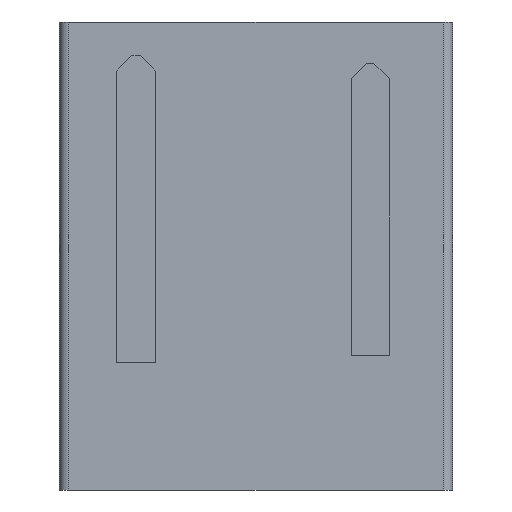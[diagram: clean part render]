
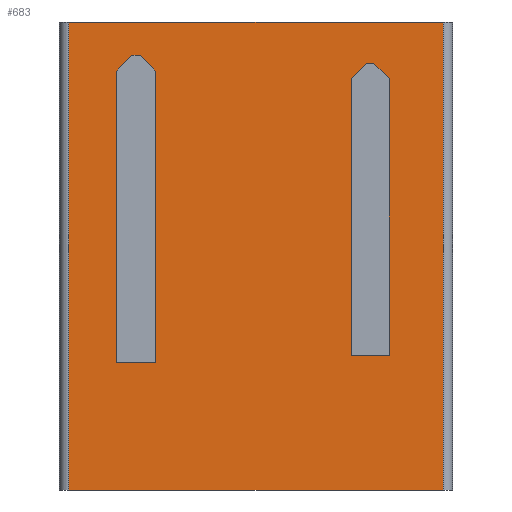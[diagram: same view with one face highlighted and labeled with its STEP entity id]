
A CAD part, front view. The second image highlights one B-rep face of the part: STEP entity #683.
In plain terms, the highlighted planar face has unit normal (0, -1, 0).
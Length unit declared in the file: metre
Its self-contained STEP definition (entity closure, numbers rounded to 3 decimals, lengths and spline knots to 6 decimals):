
#24=ORIENTED_EDGE('',*,*,#220,.T.);
#25=ORIENTED_EDGE('',*,*,#221,.T.);
#26=ORIENTED_EDGE('',*,*,#222,.F.);
#27=ORIENTED_EDGE('',*,*,#223,.T.);
#28=ORIENTED_EDGE('',*,*,#224,.F.);
#29=ORIENTED_EDGE('',*,*,#225,.T.);
#30=ORIENTED_EDGE('',*,*,#226,.T.);
#31=ORIENTED_EDGE('',*,*,#227,.T.);
#32=ORIENTED_EDGE('',*,*,#228,.F.);
#33=ORIENTED_EDGE('',*,*,#229,.T.);
#34=ORIENTED_EDGE('',*,*,#230,.F.);
#35=ORIENTED_EDGE('',*,*,#231,.T.);
#36=ORIENTED_EDGE('',*,*,#232,.T.);
#37=ORIENTED_EDGE('',*,*,#233,.T.);
#38=ORIENTED_EDGE('',*,*,#234,.F.);
#39=ORIENTED_EDGE('',*,*,#235,.T.);
#220=EDGE_CURVE('',#318,#319,#382,.T.);
#221=EDGE_CURVE('',#319,#320,#383,.T.);
#222=EDGE_CURVE('',#321,#320,#384,.T.);
#223=EDGE_CURVE('',#321,#318,#385,.F.);
#224=EDGE_CURVE('',#322,#323,#386,.T.);
#225=EDGE_CURVE('',#322,#324,#387,.T.);
#226=EDGE_CURVE('',#324,#325,#388,.T.);
#227=EDGE_CURVE('',#325,#326,#389,.T.);
#228=EDGE_CURVE('',#327,#326,#390,.T.);
#229=EDGE_CURVE('',#327,#323,#391,.F.);
#230=EDGE_CURVE('',#328,#329,#392,.T.);
#231=EDGE_CURVE('',#328,#330,#393,.T.);
#232=EDGE_CURVE('',#330,#331,#394,.T.);
#233=EDGE_CURVE('',#331,#332,#395,.T.);
#234=EDGE_CURVE('',#333,#332,#396,.T.);
#235=EDGE_CURVE('',#333,#329,#397,.F.);
#318=VERTEX_POINT('',#963);
#319=VERTEX_POINT('',#964);
#320=VERTEX_POINT('',#966);
#321=VERTEX_POINT('',#968);
#322=VERTEX_POINT('',#971);
#323=VERTEX_POINT('',#972);
#324=VERTEX_POINT('',#974);
#325=VERTEX_POINT('',#976);
#326=VERTEX_POINT('',#978);
#327=VERTEX_POINT('',#980);
#328=VERTEX_POINT('',#983);
#329=VERTEX_POINT('',#984);
#330=VERTEX_POINT('',#986);
#331=VERTEX_POINT('',#988);
#332=VERTEX_POINT('',#990);
#333=VERTEX_POINT('',#992);
#382=LINE('',#962,#472);
#383=LINE('',#965,#473);
#384=LINE('',#967,#474);
#385=LINE('',#969,#475);
#386=LINE('',#970,#476);
#387=LINE('',#973,#477);
#388=LINE('',#975,#478);
#389=LINE('',#977,#479);
#390=LINE('',#979,#480);
#391=LINE('',#981,#481);
#392=LINE('',#982,#482);
#393=LINE('',#985,#483);
#394=LINE('',#987,#484);
#395=LINE('',#989,#485);
#396=LINE('',#991,#486);
#397=LINE('',#993,#487);
#472=VECTOR('',#782,1.);
#473=VECTOR('',#783,1.);
#474=VECTOR('',#784,1.);
#475=VECTOR('',#785,1.);
#476=VECTOR('',#786,1.);
#477=VECTOR('',#787,1.);
#478=VECTOR('',#788,1.);
#479=VECTOR('',#789,1.);
#480=VECTOR('',#790,1.);
#481=VECTOR('',#791,1.);
#482=VECTOR('',#792,1.);
#483=VECTOR('',#793,1.);
#484=VECTOR('',#794,1.);
#485=VECTOR('',#795,1.);
#486=VECTOR('',#796,1.);
#487=VECTOR('',#797,1.);
#562=EDGE_LOOP('',(#24,#25,#26,#27));
#563=EDGE_LOOP('',(#28,#29,#30,#31,#32,#33));
#564=EDGE_LOOP('',(#34,#35,#36,#37,#38,#39));
#606=FACE_BOUND('',#562,.T.);
#607=FACE_BOUND('',#563,.T.);
#608=FACE_BOUND('',#564,.T.);
#650=PLANE('',#733);
#683=ADVANCED_FACE('',(#606,#607,#608),#650,.T.);
#733=AXIS2_PLACEMENT_3D('',#961,#780,#781);
#780=DIRECTION('',(0.,-1.,0.));
#781=DIRECTION('',(1.,0.,0.));
#782=DIRECTION('',(-1.,0.,0.));
#783=DIRECTION('',(0.,0.,-1.));
#784=DIRECTION('',(-1.,0.,0.));
#785=DIRECTION('',(0.,0.,-1.));
#786=DIRECTION('',(0.,0.,1.));
#787=DIRECTION('',(-1.,0.,0.));
#788=DIRECTION('',(0.,0.,1.));
#789=DIRECTION('',(0.707,0.,0.707));
#790=DIRECTION('',(-1.,0.,0.));
#791=DIRECTION('',(-0.707,0.,0.707));
#792=DIRECTION('',(0.,0.,1.));
#793=DIRECTION('',(-1.,0.,0.));
#794=DIRECTION('',(0.,0.,1.));
#795=DIRECTION('',(0.707,0.,0.707));
#796=DIRECTION('',(-1.,0.,0.));
#797=DIRECTION('',(-0.707,0.,0.707));
#961=CARTESIAN_POINT('',(0.,-0.038,0.003));
#962=CARTESIAN_POINT('',(0.,-0.038,0.15));
#963=CARTESIAN_POINT('',(0.06,-0.038,0.15));
#964=CARTESIAN_POINT('',(-0.06,-0.038,0.15));
#965=CARTESIAN_POINT('',(-0.06,-0.038,0.003));
#966=CARTESIAN_POINT('',(-0.06,-0.038,0.));
#967=CARTESIAN_POINT('',(0.,-0.038,0.));
#968=CARTESIAN_POINT('',(0.06,-0.038,0.));
#969=CARTESIAN_POINT('',(0.06,-0.038,0.15));
#970=CARTESIAN_POINT('',(0.042748,-0.038,0.09));
#971=CARTESIAN_POINT('',(0.042748,-0.038,0.043261));
#972=CARTESIAN_POINT('',(0.042748,-0.038,0.131739));
#973=CARTESIAN_POINT('',(0.036612,-0.038,0.043261));
#974=CARTESIAN_POINT('',(0.030476,-0.038,0.043261));
#975=CARTESIAN_POINT('',(0.030476,-0.038,0.09));
#976=CARTESIAN_POINT('',(0.030476,-0.038,0.131739));
#977=CARTESIAN_POINT('',(0.030476,-0.038,0.131739));
#978=CARTESIAN_POINT('',(0.035476,-0.038,0.136739));
#979=CARTESIAN_POINT('',(0.036612,-0.038,0.136739));
#980=CARTESIAN_POINT('',(0.037748,-0.038,0.136739));
#981=CARTESIAN_POINT('',(0.037748,-0.038,0.136739));
#982=CARTESIAN_POINT('',(-0.032066,-0.038,0.09));
#983=CARTESIAN_POINT('',(-0.032066,-0.038,0.040722));
#984=CARTESIAN_POINT('',(-0.032066,-0.038,0.134278));
#985=CARTESIAN_POINT('',(-0.038435,-0.038,0.040722));
#986=CARTESIAN_POINT('',(-0.044804,-0.038,0.040722));
#987=CARTESIAN_POINT('',(-0.044804,-0.038,0.09));
#988=CARTESIAN_POINT('',(-0.044804,-0.038,0.134278));
#989=CARTESIAN_POINT('',(-0.044804,-0.038,0.134278));
#990=CARTESIAN_POINT('',(-0.039804,-0.038,0.139278));
#991=CARTESIAN_POINT('',(-0.038435,-0.038,0.139278));
#992=CARTESIAN_POINT('',(-0.037066,-0.038,0.139278));
#993=CARTESIAN_POINT('',(-0.037066,-0.038,0.139278));
